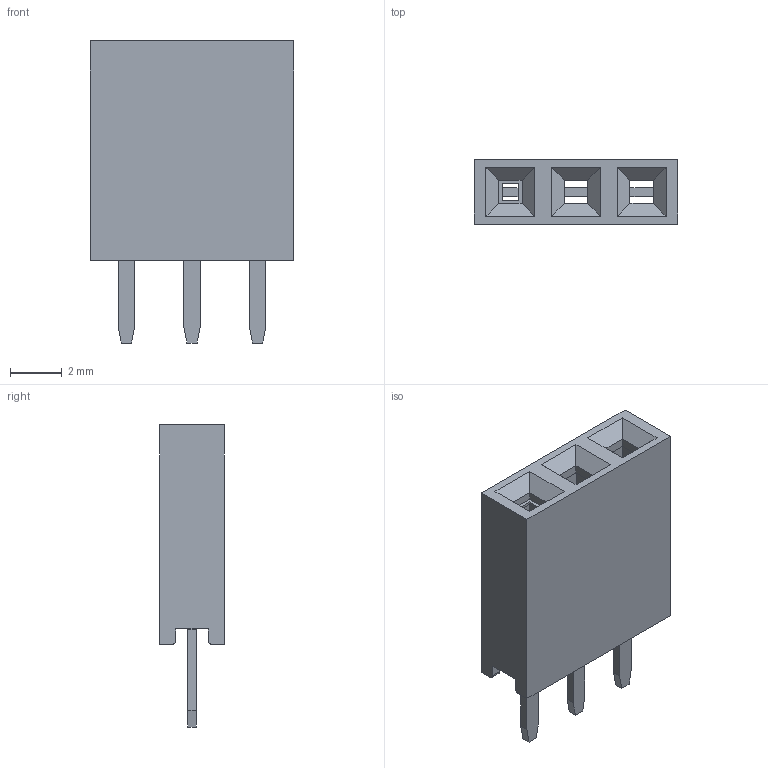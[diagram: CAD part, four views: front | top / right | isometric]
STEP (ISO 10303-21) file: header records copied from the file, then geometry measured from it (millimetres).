
FILE_DESCRIPTION(('FreeCAD Model'),'2;1');
FILE_NAME('1.step', '2017-03-03T22:38:25',('Author'),(''), 'Open CASCADE STEP processor 6.8','FreeCAD','Unknown');
FILE_SCHEMA(('AUTOMOTIVE_DESIGN_CC2 { 1 2 10303 214 -1 1 5 4 }'));
Length unit declared in the file: millimetre
Products named in the file (2): ASSEMBLY; 1
Assembly tree (1 placements, depth 2):
  ASSEMBLY
    1
Bounding box: 7.87 x 2.5 x 11.7 mm (x, y, z)
Volume: 75 mm3; surface area: 436.8 mm2
Topology: 1 solids, 1 shells, 121 faces, 340 edges, 220 vertices
Faces by surface type: plane 107, cylinder 14
Entity records: 10383 total; most frequent: CARTESIAN_POINT 2719, DIRECTION 1236, LINE 908, VECTOR 908, ORIENTED_EDGE 680, PCURVE 680, DEFINITIONAL_REPRESENTATION 680, EDGE_CURVE 340
